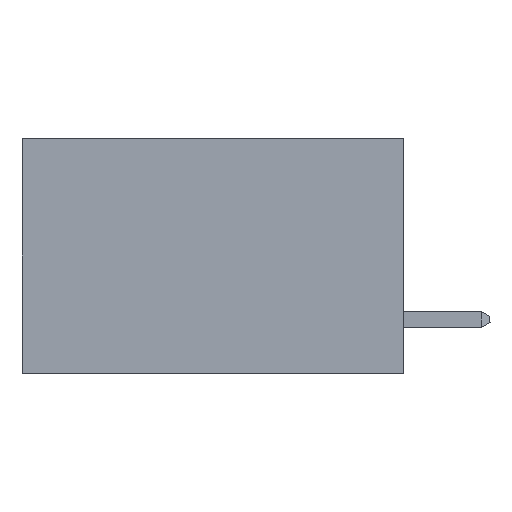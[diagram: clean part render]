
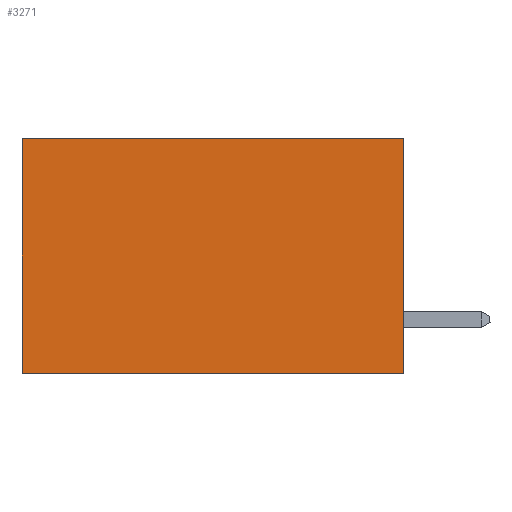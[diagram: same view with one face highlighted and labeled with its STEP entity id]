
A CAD part, left-side view. The second image highlights one B-rep face of the part: STEP entity #3271.
In plain terms, the highlighted planar face has unit normal (-1, 0, 0).
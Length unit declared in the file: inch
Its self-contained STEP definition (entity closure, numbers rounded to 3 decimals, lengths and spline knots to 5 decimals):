
#312 = EDGE_CURVE ( 'NONE', #31545, #13157, #9682, .T. ) ;
#1355 = LINE ( 'NONE', #31959, #30286 ) ;
#2302 = EDGE_CURVE ( 'NONE', #8201, #30808, #8321, .T. ) ;
#3271 = ADVANCED_FACE ( 'NONE', ( #12589 ), #25435, .F. ) ;
#3823 = LINE ( 'NONE', #23926, #13052 ) ;
#4287 = CARTESIAN_POINT ( 'NONE',  ( 0.2875, 0.6, -0.37 ) ) ;
#6587 = CARTESIAN_POINT ( 'NONE',  ( 0.2875, 0., 0. ) ) ;
#7388 = CARTESIAN_POINT ( 'NONE',  ( 0.2875, 0., 0. ) ) ;
#8201 = VERTEX_POINT ( 'NONE', #7388 ) ;
#8321 = LINE ( 'NONE', #6587, #32484 ) ;
#9682 = LINE ( 'NONE', #13751, #23735 ) ;
#9809 = DIRECTION ( 'NONE',  ( 0., 1., 0. ) ) ;
#11799 = ORIENTED_EDGE ( 'NONE', *, *, #24917, .T. ) ;
#12589 = FACE_OUTER_BOUND ( 'NONE', #27999, .T. ) ;
#13052 = VECTOR ( 'NONE', #9809, 39.37008 ) ;
#13157 = VERTEX_POINT ( 'NONE', #4287 ) ;
#13614 = ORIENTED_EDGE ( 'NONE', *, *, #312, .T. ) ;
#13751 = CARTESIAN_POINT ( 'NONE',  ( 0.2875, 0.6, 0. ) ) ;
#14604 = DIRECTION ( 'NONE',  ( 1., 0., 0. ) ) ;
#14821 = DIRECTION ( 'NONE',  ( 0., 0., -1. ) ) ;
#17054 = CARTESIAN_POINT ( 'NONE',  ( 0.2875, 0., 0. ) ) ;
#19088 = ORIENTED_EDGE ( 'NONE', *, *, #35638, .F. ) ;
#19491 = DIRECTION ( 'NONE',  ( 0., 0., -1. ) ) ;
#19912 = CARTESIAN_POINT ( 'NONE',  ( 0.2875, 0., -0.37 ) ) ;
#23735 = VECTOR ( 'NONE', #19491, 39.37008 ) ;
#23926 = CARTESIAN_POINT ( 'NONE',  ( 0.2875, 0., 0. ) ) ;
#24917 = EDGE_CURVE ( 'NONE', #8201, #31545, #3823, .T. ) ;
#25435 = PLANE ( 'NONE',  #32836 ) ;
#26213 = ORIENTED_EDGE ( 'NONE', *, *, #2302, .F. ) ;
#27999 = EDGE_LOOP ( 'NONE', ( #13614, #19088, #26213, #11799 ) ) ;
#28336 = DIRECTION ( 'NONE',  ( 0., 0., -1. ) ) ;
#30286 = VECTOR ( 'NONE', #34882, 39.37008 ) ;
#30481 = CARTESIAN_POINT ( 'NONE',  ( 0.2875, 0.6, 0. ) ) ;
#30808 = VERTEX_POINT ( 'NONE', #19912 ) ;
#31545 = VERTEX_POINT ( 'NONE', #30481 ) ;
#31959 = CARTESIAN_POINT ( 'NONE',  ( 0.2875, 0., -0.37 ) ) ;
#32484 = VECTOR ( 'NONE', #14821, 39.37008 ) ;
#32836 = AXIS2_PLACEMENT_3D ( 'NONE', #17054, #14604, #28336 ) ;
#34882 = DIRECTION ( 'NONE',  ( 0., 1., 0. ) ) ;
#35638 = EDGE_CURVE ( 'NONE', #30808, #13157, #1355, .T. ) ;
